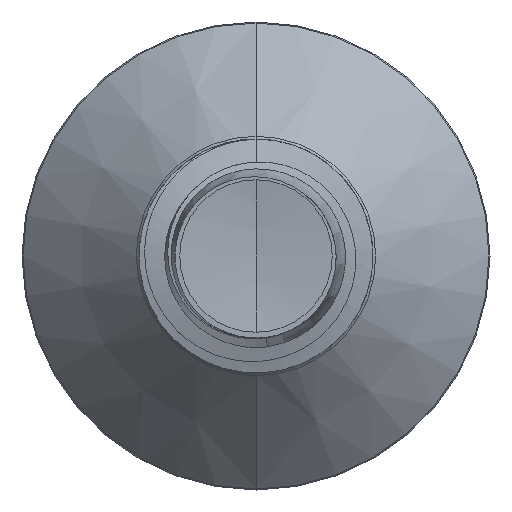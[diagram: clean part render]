
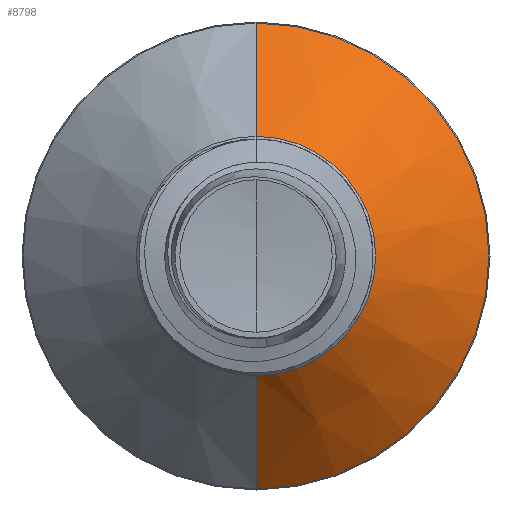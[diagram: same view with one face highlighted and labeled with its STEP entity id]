
A CAD part, front view. The second image highlights one B-rep face of the part: STEP entity #8798.
In plain terms, the highlighted conical face has half-angle 45 degrees and reference radius 2.302 mm.
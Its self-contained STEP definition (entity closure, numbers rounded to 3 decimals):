
#453 = CARTESIAN_POINT ( 'NONE',  ( 0., 4.102, 2.302 ) ) ;
#1464 = VECTOR ( 'NONE', #4731, 1000. ) ;
#1708 = VERTEX_POINT ( 'NONE', #5011 ) ;
#1854 = LINE ( 'NONE', #15202, #1464 ) ;
#2330 = ORIENTED_EDGE ( 'NONE', *, *, #12859, .T. ) ;
#2910 = CARTESIAN_POINT ( 'NONE',  ( 0., 6.28, -4.48 ) ) ;
#2916 = ORIENTED_EDGE ( 'NONE', *, *, #3960, .F. ) ;
#3818 = DIRECTION ( 'NONE',  ( 0., 0.707, 0.707 ) ) ;
#3960 = EDGE_CURVE ( 'NONE', #7391, #10406, #4931, .T. ) ;
#3967 = CIRCLE ( 'NONE', #12186, 2.302 ) ;
#4201 = DIRECTION ( 'NONE',  ( 0., 1., 0. ) ) ;
#4731 = DIRECTION ( 'NONE',  ( 0., 0.707, -0.707 ) ) ;
#4931 = LINE ( 'NONE', #10998, #13646 ) ;
#5011 = CARTESIAN_POINT ( 'NONE',  ( 0., 4.102, -2.302 ) ) ;
#5093 = CONICAL_SURFACE ( 'NONE', #12393, 2.302, 0.785 ) ;
#5256 = DIRECTION ( 'NONE',  ( 0., 0., 1. ) ) ;
#5491 = FACE_OUTER_BOUND ( 'NONE', #9716, .T. ) ;
#5729 = VERTEX_POINT ( 'NONE', #2910 ) ;
#5831 = CARTESIAN_POINT ( 'NONE',  ( 0., 6.28, 0. ) ) ;
#6223 = EDGE_CURVE ( 'NONE', #7391, #1708, #3967, .T. ) ;
#7070 = DIRECTION ( 'NONE',  ( 0., 0., 1. ) ) ;
#7376 = AXIS2_PLACEMENT_3D ( 'NONE', #5831, #14088, #7070 ) ;
#7391 = VERTEX_POINT ( 'NONE', #453 ) ;
#7977 = CIRCLE ( 'NONE', #7376, 4.48 ) ;
#8798 = ADVANCED_FACE ( 'NONE', ( #5491 ), #5093, .T. ) ;
#9231 = EDGE_CURVE ( 'NONE', #10406, #5729, #7977, .T. ) ;
#9600 = ORIENTED_EDGE ( 'NONE', *, *, #9231, .F. ) ;
#9716 = EDGE_LOOP ( 'NONE', ( #12094, #2330, #9600, #2916 ) ) ;
#10406 = VERTEX_POINT ( 'NONE', #13156 ) ;
#10998 = CARTESIAN_POINT ( 'NONE',  ( 0., 4.102, 2.302 ) ) ;
#11376 = CARTESIAN_POINT ( 'NONE',  ( 0., 4.102, 0. ) ) ;
#12094 = ORIENTED_EDGE ( 'NONE', *, *, #6223, .T. ) ;
#12186 = AXIS2_PLACEMENT_3D ( 'NONE', #11376, #4201, #12541 ) ;
#12393 = AXIS2_PLACEMENT_3D ( 'NONE', #13543, #14801, #5256 ) ;
#12541 = DIRECTION ( 'NONE',  ( 0., 0., 1. ) ) ;
#12859 = EDGE_CURVE ( 'NONE', #1708, #5729, #1854, .T. ) ;
#13156 = CARTESIAN_POINT ( 'NONE',  ( 0., 6.28, 4.48 ) ) ;
#13543 = CARTESIAN_POINT ( 'NONE',  ( 0., 4.102, 0. ) ) ;
#13646 = VECTOR ( 'NONE', #3818, 1000. ) ;
#14088 = DIRECTION ( 'NONE',  ( 0., 1., 0. ) ) ;
#14801 = DIRECTION ( 'NONE',  ( 0., 1., 0. ) ) ;
#15202 = CARTESIAN_POINT ( 'NONE',  ( 0., 4.102, -2.302 ) ) ;
